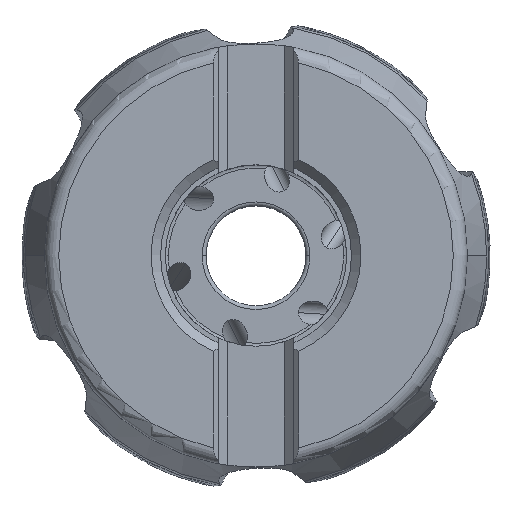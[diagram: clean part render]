
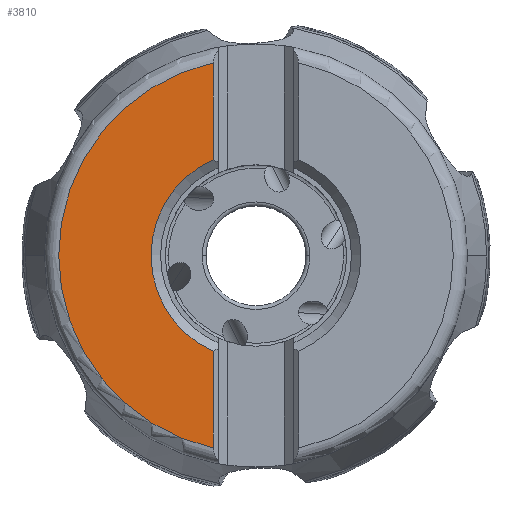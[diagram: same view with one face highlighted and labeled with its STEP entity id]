
A CAD part, top view. The second image highlights one B-rep face of the part: STEP entity #3810.
In plain terms, the highlighted planar face has unit normal (0, 0, 1).
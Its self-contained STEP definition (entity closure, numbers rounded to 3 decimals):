
#896=LINE('',#30509,#1421);
#897=LINE('',#30513,#1422);
#1421=VECTOR('',#16766,1.);
#1422=VECTOR('',#16769,1.);
#2061=FACE_OUTER_BOUND('',#4835,.T.);
#3810=ADVANCED_FACE('',(#2061),#4384,.T.);
#4384=PLANE('',#14667);
#4835=EDGE_LOOP('',(#7088,#7089,#7090,#7091));
#7088=ORIENTED_EDGE('',*,*,#12168,.T.);
#7089=ORIENTED_EDGE('',*,*,#12169,.F.);
#7090=ORIENTED_EDGE('',*,*,#12170,.T.);
#7091=ORIENTED_EDGE('',*,*,#12167,.F.);
#10450=VERTEX_POINT('',#30485);
#10453=VERTEX_POINT('',#30506);
#10454=VERTEX_POINT('',#30510);
#10455=VERTEX_POINT('',#30512);
#12167=EDGE_CURVE('',#10453,#10450,#13541,.T.);
#12168=EDGE_CURVE('',#10453,#10454,#896,.T.);
#12169=EDGE_CURVE('',#10455,#10454,#13542,.T.);
#12170=EDGE_CURVE('',#10455,#10450,#897,.T.);
#13541=CIRCLE('',#14664,11.025);
#13542=CIRCLE('',#14666,20.725);
#14664=AXIS2_PLACEMENT_3D('',#30507,#16762,#16763);
#14666=AXIS2_PLACEMENT_3D('',#30511,#16767,#16768);
#14667=AXIS2_PLACEMENT_3D('',#30514,#16770,#16771);
#16762=DIRECTION('',(0.,0.,1.));
#16763=DIRECTION('',(-0.405,0.914,0.));
#16766=DIRECTION('',(0.,1.,0.));
#16767=DIRECTION('',(0.,0.,-1.));
#16768=DIRECTION('',(-0.216,-0.976,0.));
#16769=DIRECTION('',(0.,1.,0.));
#16770=DIRECTION('',(0.,0.,1.));
#16771=DIRECTION('',(-1.,0.,0.));
#30485=CARTESIAN_POINT('',(-4.47,-10.078,0.));
#30506=CARTESIAN_POINT('',(-4.47,10.078,0.));
#30507=CARTESIAN_POINT('',(0.,0.,0.));
#30509=CARTESIAN_POINT('',(-4.47,10.078,0.));
#30510=CARTESIAN_POINT('',(-4.47,20.237,0.));
#30511=CARTESIAN_POINT('',(0.,0.,0.));
#30512=CARTESIAN_POINT('',(-4.47,-20.237,0.));
#30513=CARTESIAN_POINT('',(-4.47,-20.237,0.));
#30514=CARTESIAN_POINT('',(-12.597,0.,0.));
